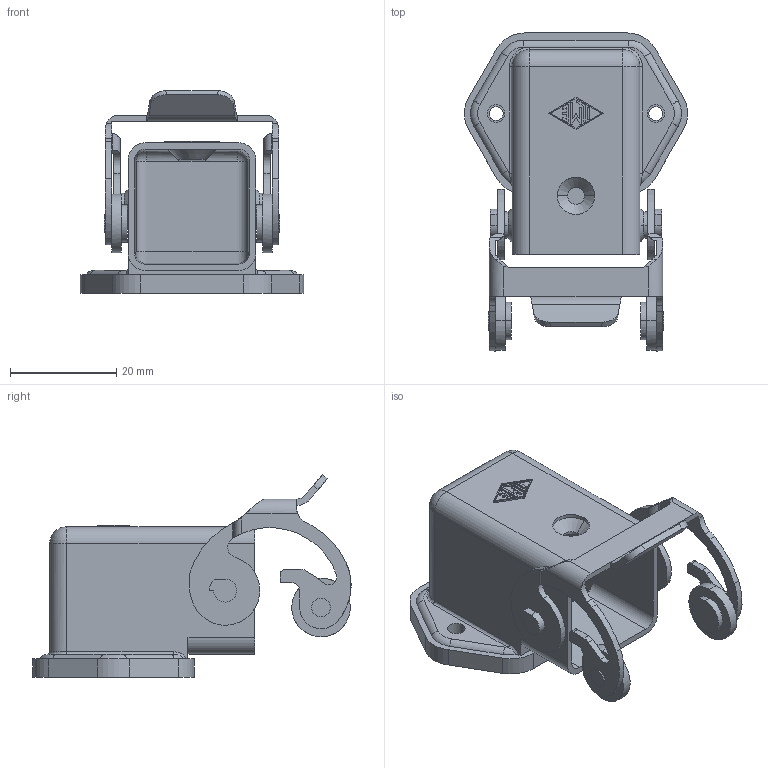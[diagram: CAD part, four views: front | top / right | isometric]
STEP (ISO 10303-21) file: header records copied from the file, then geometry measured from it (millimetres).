
FILE_DESCRIPTION(('Creo Elements/Direct Modeling STEP Export'),'2;1');
FILE_NAME('0ln7uvk5km5dls36008','2022-09-12T10:54:47',(''),(''),'Creo Elements/Direct Modeling STEP processor for AP214 (Solid Model)','Creo Elements/Direct Modeling 20.1B 02-Apr-2019 (C) Parametric Technology GmbH','');
FILE_SCHEMA(('AUTOMOTIVE_DESIGN { 1 0 10303 214 1 1 1 1 }'));
Length unit declared in the file: millimetre
Products named in the file (2): CKAXR 03 IA
Assembly tree (1 placements, depth 2):
  CKAXR 03 IA
    CKAXR 03 IA
Bounding box: 42 x 59.81 x 38.1 mm (x, y, z)
Volume: 8947.8 mm3; surface area: 11301.1 mm2
Topology: 1 solids, 1 shells, 280 faces, 741 edges, 477 vertices
Faces by surface type: cylinder 130, plane 126, cone 7, torus 6, bspline 5, sphere 4, extrusion 2
Entity records: 12694 total; most frequent: CARTESIAN_POINT 3495, ORIENTED_EDGE 1474, DIRECTION 1426, EDGE_CURVE 737, AXIS2_PLACEMENT_3D 506, VERTEX_POINT 477, VECTOR 414, LINE 412
